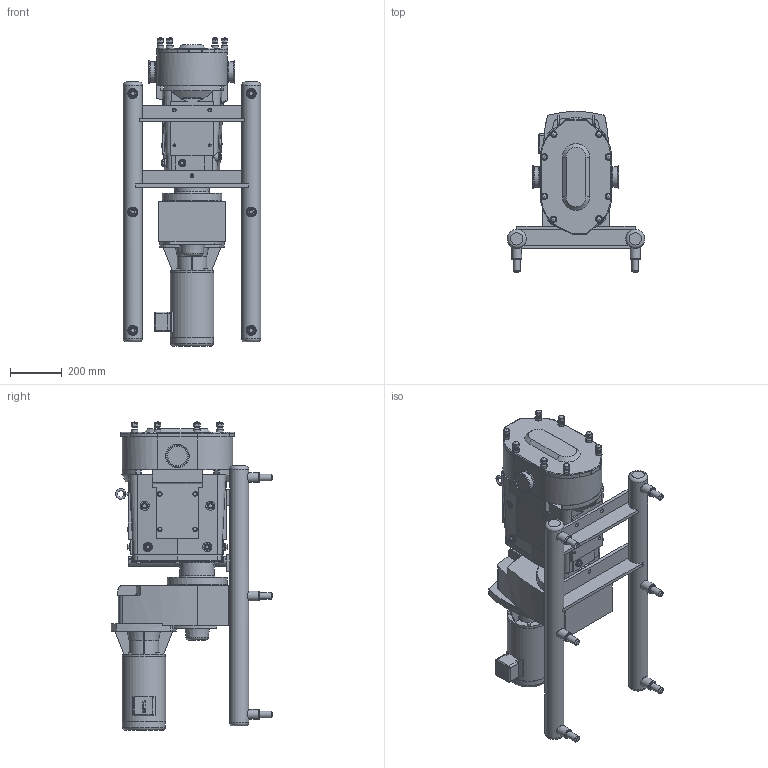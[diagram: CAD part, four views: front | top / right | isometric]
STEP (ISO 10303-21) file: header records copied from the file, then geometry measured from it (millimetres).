
FILE_DESCRIPTION(/* description */ (''),/* implementation_level */ '2;1');
FILE_NAME(/* name */ 'U3_180U3_145TC_3.0x3.0_S-Line_2HP_LH_SM.stp',/* time_stamp */ '2021-05-24T19:17:31+06:00',/* author */ ('trtmhr'),/* organization */ (''),/* preprocessor_version */ 'ST-DEVELOPER v18.1',/* originating_system */ 'Autodesk Inventor 2020',/* authorisation */ '');
FILE_SCHEMA (('AUTOMOTIVE_DESIGN { 1 0 10303 214 3 1 1 }'));
Length unit declared in the file: inch
Products named in the file (1): U3_180U3_145TC_3.0x3.0_S-Line_2HP_LH_SM
Bounding box: 530.23 x 621.84 x 1192 mm (x, y, z)
Volume: 79715228.4 mm3; surface area: 2491747.1 mm2
Topology: 4 solids, 4 shells, 1013 faces, 2761 edges, 1831 vertices
Faces by surface type: plane 500, cylinder 287, torus 81, cone 73, bspline 60, sphere 12
Full cylindrical faces by diameter (mm): 7.798 x1, 10.16 x2, 10.719 x4, 14.3 x3, 15.24 x1, 19.05 x8, 23.876 x3, 25.4 x19, 29.21 x2, 31.75 x3, 35.052 x6, 38.1 x6, 76.2 x2, 78.461 x2, 78.486 x2, 79.477 x2, 91.008 x2, 133.35 x1, 165.989 x1, 166.116 x1, 168.402 x1, 229.997 x1, 230.124 x1
Entity records: 34177 total; most frequent: CARTESIAN_POINT 8194, ORIENTED_EDGE 5488, DIRECTION 5463, EDGE_CURVE 2744, AXIS2_PLACEMENT_3D 2069, VERTEX_POINT 1831, LINE 1325, VECTOR 1325
